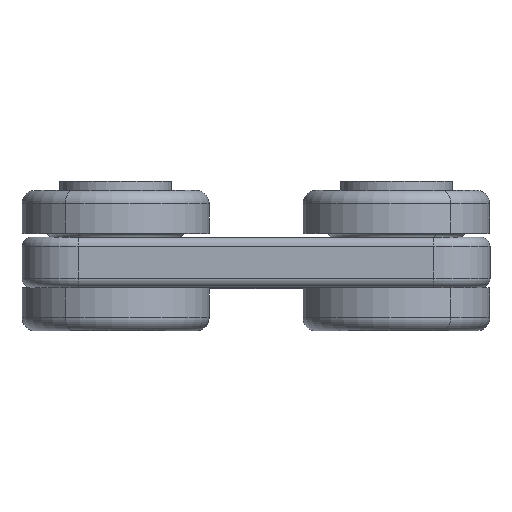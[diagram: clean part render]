
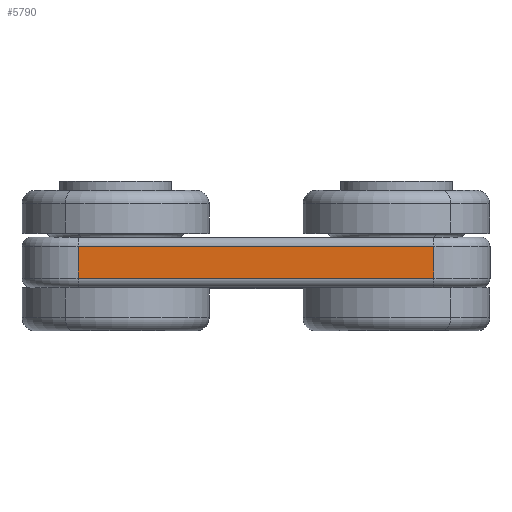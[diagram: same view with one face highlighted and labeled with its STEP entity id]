
A CAD part, top view. The second image highlights one B-rep face of the part: STEP entity #5790.
In plain terms, the highlighted planar face has unit normal (0, 0, 1).
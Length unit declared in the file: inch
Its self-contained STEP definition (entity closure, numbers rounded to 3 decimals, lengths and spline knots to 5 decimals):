
#29 = EDGE_LOOP ( 'NONE', ( #1315, #585, #1330, #1482 ) ) ;
#585 = ORIENTED_EDGE ( 'NONE', *, *, #4073, .T. ) ;
#590 = AXIS2_PLACEMENT_3D ( 'NONE', #1133, #1772, #5720 ) ;
#923 = CARTESIAN_POINT ( 'NONE',  ( -0.37402, -0.03346, 0. ) ) ;
#937 = CARTESIAN_POINT ( 'NONE',  ( 0.37402, -0.03346, 0. ) ) ;
#996 = CARTESIAN_POINT ( 'NONE',  ( 0.37402, 0.05315, 0. ) ) ;
#1018 = VECTOR ( 'NONE', #5089, 39.37008 ) ;
#1131 = VERTEX_POINT ( 'NONE', #923 ) ;
#1133 = CARTESIAN_POINT ( 'NONE',  ( -0.23622, 0.05315, 0. ) ) ;
#1217 = VECTOR ( 'NONE', #3455, 39.37008 ) ;
#1315 = ORIENTED_EDGE ( 'NONE', *, *, #4044, .T. ) ;
#1330 = ORIENTED_EDGE ( 'NONE', *, *, #4142, .T. ) ;
#1482 = ORIENTED_EDGE ( 'NONE', *, *, #4176, .T. ) ;
#1555 = CARTESIAN_POINT ( 'NONE',  ( -0.37402, 0.03346, 0. ) ) ;
#1772 = DIRECTION ( 'NONE',  ( 0., 0., -1. ) ) ;
#2211 = CARTESIAN_POINT ( 'NONE',  ( 0.37402, -0.03346, 0. ) ) ;
#2272 = CARTESIAN_POINT ( 'NONE',  ( -0.23622, 0.03346, 0. ) ) ;
#2518 = VECTOR ( 'NONE', #4049, 39.37008 ) ;
#2700 = VECTOR ( 'NONE', #5555, 39.37008 ) ;
#2892 = LINE ( 'NONE', #937, #2700 ) ;
#3455 = DIRECTION ( 'NONE',  ( 0., -1., 0. ) ) ;
#3923 = LINE ( 'NONE', #2272, #2518 ) ;
#4044 = EDGE_CURVE ( 'NONE', #5486, #1131, #5952, .T. ) ;
#4049 = DIRECTION ( 'NONE',  ( -1., 0., 0. ) ) ;
#4073 = EDGE_CURVE ( 'NONE', #1131, #7013, #2892, .T. ) ;
#4085 = LINE ( 'NONE', #996, #1018 ) ;
#4142 = EDGE_CURVE ( 'NONE', #7013, #7083, #4085, .T. ) ;
#4176 = EDGE_CURVE ( 'NONE', #7083, #5486, #3923, .T. ) ;
#4182 = PLANE ( 'NONE',  #590 ) ;
#5089 = DIRECTION ( 'NONE',  ( 0., 1., 0. ) ) ;
#5486 = VERTEX_POINT ( 'NONE', #1555 ) ;
#5532 = CARTESIAN_POINT ( 'NONE',  ( -0.37402, -0.05315, 0. ) ) ;
#5555 = DIRECTION ( 'NONE',  ( 1., 0., 0. ) ) ;
#5720 = DIRECTION ( 'NONE',  ( -1., 0., 0. ) ) ;
#5790 = ADVANCED_FACE ( 'NONE', ( #7255 ), #4182, .F. ) ;
#5952 = LINE ( 'NONE', #5532, #1217 ) ;
#6626 = CARTESIAN_POINT ( 'NONE',  ( 0.37402, 0.03346, 0. ) ) ;
#7013 = VERTEX_POINT ( 'NONE', #2211 ) ;
#7083 = VERTEX_POINT ( 'NONE', #6626 ) ;
#7255 = FACE_OUTER_BOUND ( 'NONE', #29, .T. ) ;
